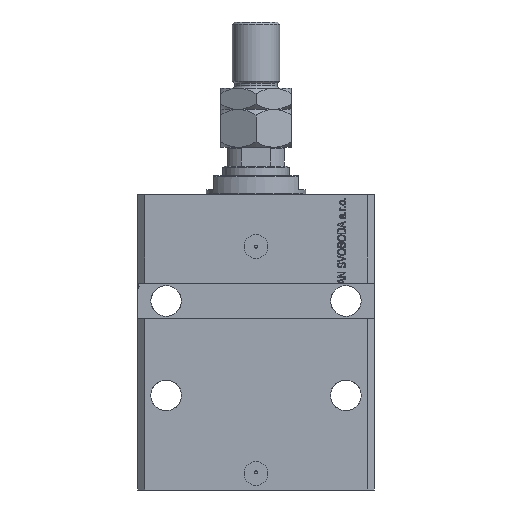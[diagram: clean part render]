
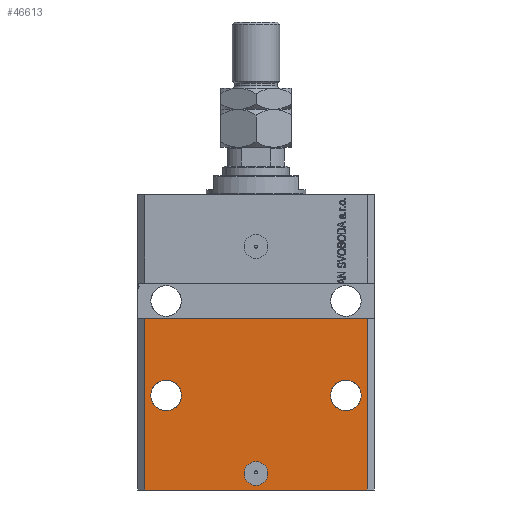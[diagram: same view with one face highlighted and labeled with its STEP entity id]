
A CAD part, front view. The second image highlights one B-rep face of the part: STEP entity #46613.
In plain terms, the highlighted planar face has unit normal (0, -1, 0).
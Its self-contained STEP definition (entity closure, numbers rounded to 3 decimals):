
#1248 = DIRECTION ( 'NONE',  ( 0., -1., 0. ) ) ;
#1306 = EDGE_LOOP ( 'NONE', ( #32422, #24822, #3434, #7473 ) ) ;
#1341 = CARTESIAN_POINT ( 'NONE',  ( 0., -37.5, -118. ) ) ;
#2001 = EDGE_CURVE ( 'NONE', #43034, #32217, #4190, .T. ) ;
#3308 = CARTESIAN_POINT ( 'NONE',  ( -5., -37.5, -118. ) ) ;
#3434 = ORIENTED_EDGE ( 'NONE', *, *, #2001, .T. ) ;
#3776 = ORIENTED_EDGE ( 'NONE', *, *, #9081, .F. ) ;
#3946 = DIRECTION ( 'NONE',  ( 1., 0., 0. ) ) ;
#4190 = LINE ( 'NONE', #5191, #7760 ) ;
#4299 = LINE ( 'NONE', #26952, #47107 ) ;
#4826 = LINE ( 'NONE', #24152, #41173 ) ;
#5191 = CARTESIAN_POINT ( 'NONE',  ( -47., -37.5, -125. ) ) ;
#6578 = VERTEX_POINT ( 'NONE', #11214 ) ;
#7039 = EDGE_CURVE ( 'NONE', #45402, #15054, #33009, .T. ) ;
#7473 = ORIENTED_EDGE ( 'NONE', *, *, #26392, .T. ) ;
#7638 = AXIS2_PLACEMENT_3D ( 'NONE', #1341, #24993, #32894 ) ;
#7760 = VECTOR ( 'NONE', #20209, 1000. ) ;
#7859 = AXIS2_PLACEMENT_3D ( 'NONE', #13552, #47878, #24714 ) ;
#8266 = DIRECTION ( 'NONE',  ( 0., -1., 0. ) ) ;
#8295 = EDGE_CURVE ( 'NONE', #30689, #6578, #41150, .T. ) ;
#8627 = EDGE_CURVE ( 'NONE', #6578, #30689, #33088, .T. ) ;
#9081 = EDGE_CURVE ( 'NONE', #42758, #28568, #11150, .T. ) ;
#9424 = FACE_BOUND ( 'NONE', #34187, .T. ) ;
#9684 = PLANE ( 'NONE',  #31509 ) ;
#10423 = AXIS2_PLACEMENT_3D ( 'NONE', #36464, #24740, #17114 ) ;
#11150 = CIRCLE ( 'NONE', #46091, 6.5 ) ;
#11214 = CARTESIAN_POINT ( 'NONE',  ( 31.5, -37.5, -85. ) ) ;
#11726 = EDGE_CURVE ( 'NONE', #28568, #42758, #31557, .T. ) ;
#12187 = CARTESIAN_POINT ( 'NONE',  ( 47., -37.5, -52.5 ) ) ;
#13521 = FACE_OUTER_BOUND ( 'NONE', #1306, .T. ) ;
#13552 = CARTESIAN_POINT ( 'NONE',  ( 38., -37.5, -85. ) ) ;
#14420 = CARTESIAN_POINT ( 'NONE',  ( -44.5, -37.5, -85. ) ) ;
#15054 = VERTEX_POINT ( 'NONE', #3308 ) ;
#15406 = CARTESIAN_POINT ( 'NONE',  ( 0., -37.5, -118. ) ) ;
#16000 = DIRECTION ( 'NONE',  ( 0., 0., 1. ) ) ;
#17114 = DIRECTION ( 'NONE',  ( -1., 0., 0. ) ) ;
#17341 = EDGE_CURVE ( 'NONE', #43034, #41292, #46590, .T. ) ;
#17588 = VERTEX_POINT ( 'NONE', #12187 ) ;
#18104 = CARTESIAN_POINT ( 'NONE',  ( 44.5, -37.5, -85. ) ) ;
#20209 = DIRECTION ( 'NONE',  ( 1., 0., 0. ) ) ;
#20398 = VECTOR ( 'NONE', #42768, 1000. ) ;
#20601 = DIRECTION ( 'NONE',  ( 1., 0., 0. ) ) ;
#23248 = AXIS2_PLACEMENT_3D ( 'NONE', #15406, #8266, #3946 ) ;
#23810 = CARTESIAN_POINT ( 'NONE',  ( 47., -37.5, -125. ) ) ;
#24152 = CARTESIAN_POINT ( 'NONE',  ( -50., -37.5, -52.5 ) ) ;
#24714 = DIRECTION ( 'NONE',  ( 1., 0., 0. ) ) ;
#24740 = DIRECTION ( 'NONE',  ( 0., -1., 0. ) ) ;
#24822 = ORIENTED_EDGE ( 'NONE', *, *, #17341, .F. ) ;
#24902 = CARTESIAN_POINT ( 'NONE',  ( 38., -37.5, -85. ) ) ;
#24993 = DIRECTION ( 'NONE',  ( 0., -1., 0. ) ) ;
#25187 = CARTESIAN_POINT ( 'NONE',  ( -47., -37.5, -125. ) ) ;
#25437 = DIRECTION ( 'NONE',  ( 0., -1., 0. ) ) ;
#26392 = EDGE_CURVE ( 'NONE', #32217, #17588, #4299, .T. ) ;
#26952 = CARTESIAN_POINT ( 'NONE',  ( 47., -37.5, -125. ) ) ;
#27251 = CARTESIAN_POINT ( 'NONE',  ( -47., -37.5, -125. ) ) ;
#27742 = ORIENTED_EDGE ( 'NONE', *, *, #35244, .F. ) ;
#28244 = FACE_BOUND ( 'NONE', #28527, .T. ) ;
#28527 = EDGE_LOOP ( 'NONE', ( #42378, #27742 ) ) ;
#28568 = VERTEX_POINT ( 'NONE', #14420 ) ;
#30689 = VERTEX_POINT ( 'NONE', #18104 ) ;
#31509 = AXIS2_PLACEMENT_3D ( 'NONE', #25187, #25437, #36149 ) ;
#31557 = CIRCLE ( 'NONE', #10423, 6.5 ) ;
#32217 = VERTEX_POINT ( 'NONE', #23810 ) ;
#32422 = ORIENTED_EDGE ( 'NONE', *, *, #44622, .F. ) ;
#32436 = CARTESIAN_POINT ( 'NONE',  ( 5., -37.5, -118. ) ) ;
#32894 = DIRECTION ( 'NONE',  ( 1., 0., 0. ) ) ;
#33009 = CIRCLE ( 'NONE', #23248, 5. ) ;
#33088 = CIRCLE ( 'NONE', #33882, 6.5 ) ;
#33882 = AXIS2_PLACEMENT_3D ( 'NONE', #24902, #1248, #36629 ) ;
#34187 = EDGE_LOOP ( 'NONE', ( #3776, #45529 ) ) ;
#35006 = DIRECTION ( 'NONE',  ( 0., -1., 0. ) ) ;
#35244 = EDGE_CURVE ( 'NONE', #15054, #45402, #44988, .T. ) ;
#35901 = CARTESIAN_POINT ( 'NONE',  ( -47., -37.5, -52.5 ) ) ;
#36129 = ORIENTED_EDGE ( 'NONE', *, *, #8627, .F. ) ;
#36149 = DIRECTION ( 'NONE',  ( 1., 0., 0. ) ) ;
#36403 = FACE_BOUND ( 'NONE', #42553, .T. ) ;
#36464 = CARTESIAN_POINT ( 'NONE',  ( -38., -37.5, -85. ) ) ;
#36629 = DIRECTION ( 'NONE',  ( 1., 0., 0. ) ) ;
#41150 = CIRCLE ( 'NONE', #7859, 6.5 ) ;
#41173 = VECTOR ( 'NONE', #20601, 1000. ) ;
#41292 = VERTEX_POINT ( 'NONE', #35901 ) ;
#42144 = DIRECTION ( 'NONE',  ( -1., 0., 0. ) ) ;
#42378 = ORIENTED_EDGE ( 'NONE', *, *, #7039, .F. ) ;
#42393 = CARTESIAN_POINT ( 'NONE',  ( -38., -37.5, -85. ) ) ;
#42553 = EDGE_LOOP ( 'NONE', ( #48989, #36129 ) ) ;
#42758 = VERTEX_POINT ( 'NONE', #46992 ) ;
#42768 = DIRECTION ( 'NONE',  ( 0., 0., 1. ) ) ;
#43034 = VERTEX_POINT ( 'NONE', #49749 ) ;
#44622 = EDGE_CURVE ( 'NONE', #41292, #17588, #4826, .T. ) ;
#44988 = CIRCLE ( 'NONE', #7638, 5. ) ;
#45402 = VERTEX_POINT ( 'NONE', #32436 ) ;
#45529 = ORIENTED_EDGE ( 'NONE', *, *, #11726, .F. ) ;
#46091 = AXIS2_PLACEMENT_3D ( 'NONE', #42393, #35006, #42144 ) ;
#46590 = LINE ( 'NONE', #27251, #20398 ) ;
#46613 = ADVANCED_FACE ( 'NONE', ( #28244, #36403, #9424, #13521 ), #9684, .T. ) ;
#46992 = CARTESIAN_POINT ( 'NONE',  ( -31.5, -37.5, -85. ) ) ;
#47107 = VECTOR ( 'NONE', #16000, 1000. ) ;
#47878 = DIRECTION ( 'NONE',  ( 0., -1., 0. ) ) ;
#48989 = ORIENTED_EDGE ( 'NONE', *, *, #8295, .F. ) ;
#49749 = CARTESIAN_POINT ( 'NONE',  ( -47., -37.5, -125. ) ) ;
